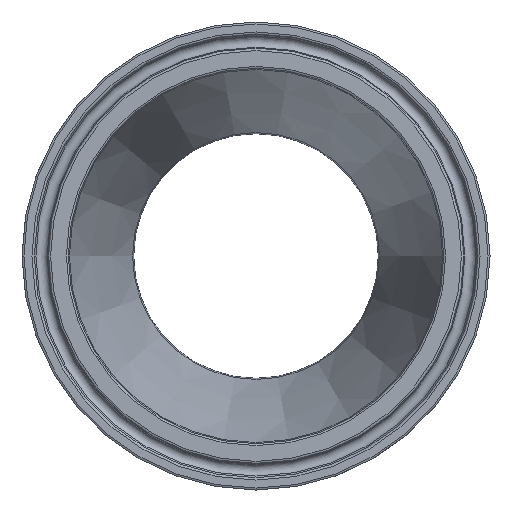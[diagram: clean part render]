
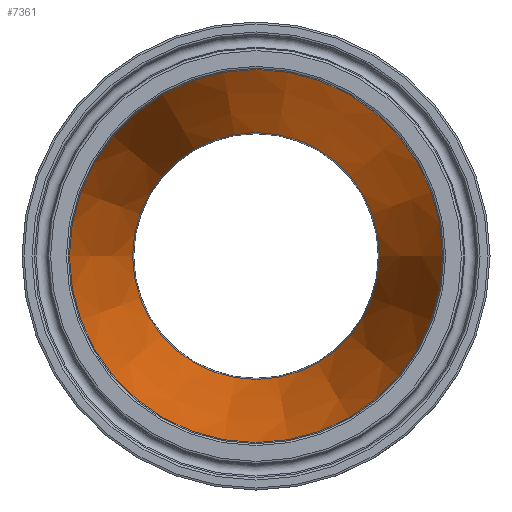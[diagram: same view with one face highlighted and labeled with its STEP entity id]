
A CAD part, left-side view. The second image highlights one B-rep face of the part: STEP entity #7361.
In plain terms, the highlighted conical face has half-angle 14.931 degrees and reference radius 30.099 mm.
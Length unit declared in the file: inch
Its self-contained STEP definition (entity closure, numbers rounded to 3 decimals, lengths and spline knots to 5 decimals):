
#16=CONICAL_SURFACE('',#7780,1.185,14.931);
#133=FACE_BOUND('',#1366,.T.);
#895=FACE_OUTER_BOUND('',#1365,.T.);
#1365=EDGE_LOOP('',(#6842));
#1366=EDGE_LOOP('',(#6843));
#1943=CIRCLE('',#7779,1.42656);
#1944=CIRCLE('',#7781,0.94344);
#3611=VERTEX_POINT('',#16368);
#3612=VERTEX_POINT('',#16371);
#4690=EDGE_CURVE('',#3611,#3611,#1943,.T.);
#4691=EDGE_CURVE('',#3612,#3612,#1944,.T.);
#6842=ORIENTED_EDGE('',*,*,#4691,.F.);
#6843=ORIENTED_EDGE('',*,*,#4690,.F.);
#7361=ADVANCED_FACE('',(#895,#133),#16,.F.);
#7779=AXIS2_PLACEMENT_3D('',#16369,#9079,#9080);
#7780=AXIS2_PLACEMENT_3D('',#16370,#9081,#9082);
#7781=AXIS2_PLACEMENT_3D('',#16372,#9083,#9084);
#9079=DIRECTION('center_axis',(1.,0.,0.));
#9080=DIRECTION('ref_axis',(0.,-1.,0.));
#9081=DIRECTION('center_axis',(-1.,0.,0.));
#9082=DIRECTION('ref_axis',(0.,1.,0.));
#9083=DIRECTION('center_axis',(-1.,0.,0.));
#9084=DIRECTION('ref_axis',(0.,-1.,0.));
#16368=CARTESIAN_POINT('',(0.40665,1.42656,0.));
#16369=CARTESIAN_POINT('Origin',(0.40665,0.,0.));
#16370=CARTESIAN_POINT('Origin',(1.3125,0.,0.));
#16371=CARTESIAN_POINT('',(2.21835,0.94344,0.));
#16372=CARTESIAN_POINT('Origin',(2.21835,0.,0.));
